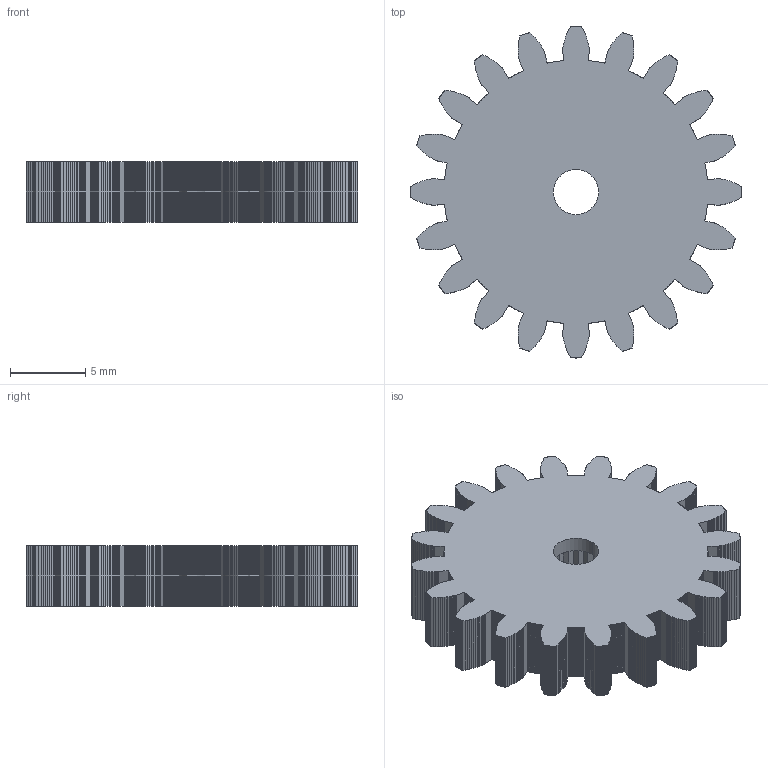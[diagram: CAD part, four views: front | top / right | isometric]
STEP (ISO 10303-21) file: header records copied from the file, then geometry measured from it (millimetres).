
FILE_DESCRIPTION (( 'STEP AP214' ), '1' );
FILE_NAME ('Gear20T.STEP', '2025-07-09T01:04:45', ( '' ), ( '' ), 'SwSTEP 2.0', 'SolidWorks 2024', '' );
FILE_SCHEMA (( 'AUTOMOTIVE_DESIGN' ));
Length unit declared in the file: millimetre
Products named in the file (1): Gear20T_Servo
Bounding box: 22 x 22 x 4 mm (x, y, z)
Volume: 1167.2 mm3; surface area: 1186.3 mm2
Topology: 1 solids, 1 shells, 1609 faces, 4818 edges, 3212 vertices
Faces by surface type: plane 1607, cylinder 2
Entity records: 53063 total; most frequent: CARTESIAN_POINT 9640, ORIENTED_EDGE 9636, DIRECTION 8042, EDGE_CURVE 4818, LINE 4814, VECTOR 4814, VERTEX_POINT 3212, AXIS2_PLACEMENT_3D 1614
